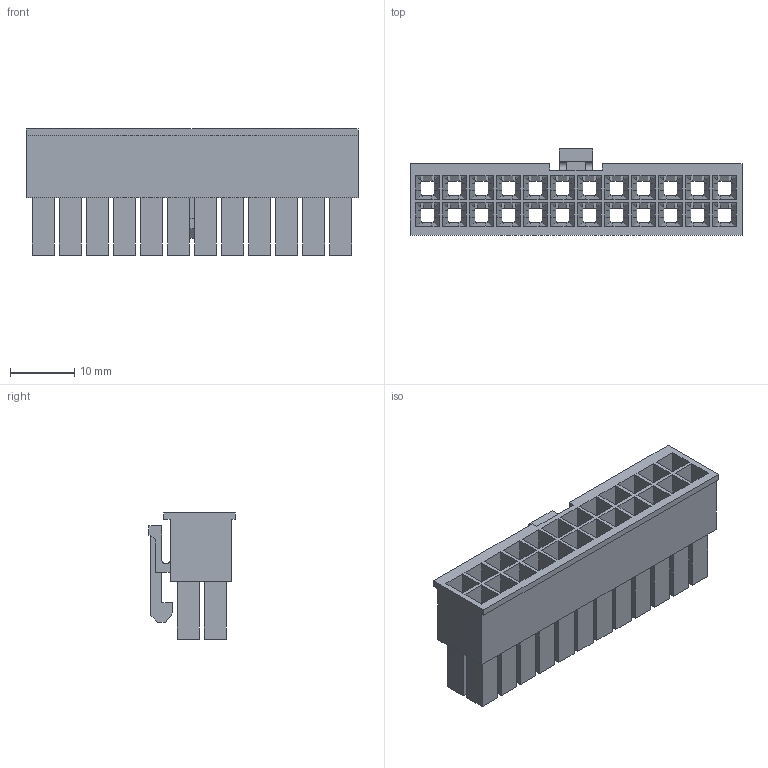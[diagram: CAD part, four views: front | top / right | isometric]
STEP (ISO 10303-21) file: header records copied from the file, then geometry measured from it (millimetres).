
FILE_DESCRIPTION( ( 'Unknown' ), '1' );
FILE_NAME( '649024113322.stp', 'Unknown', ( 'Unknown' ), ( 'Unknown' ), 'PSStep 14.0', 'Unknown', ' ' );
FILE_SCHEMA( ( 'AUTOMOTIVE_DESIGN { 1 0 10303 214 1 1 1 1 }' ) );
Length unit declared in the file: millimetre
Products named in the file (1): 1
Bounding box: 51.6 x 13.4 x 19.6 mm (x, y, z)
Volume: 3891.7 mm3; surface area: 10831.4 mm2
Topology: 1 solids, 1 shells, 1430 faces, 3730 edges, 2326 vertices
Faces by surface type: plane 1428, cylinder 2
Entity records: 53818 total; most frequent: CARTESIAN_POINT 7487, ORIENTED_EDGE 7460, DIRECTION 6596, EDGE_CURVE 3730, LINE 3726, VECTOR 3726, VERTEX_POINT 2326, EDGE_LOOP 1504
